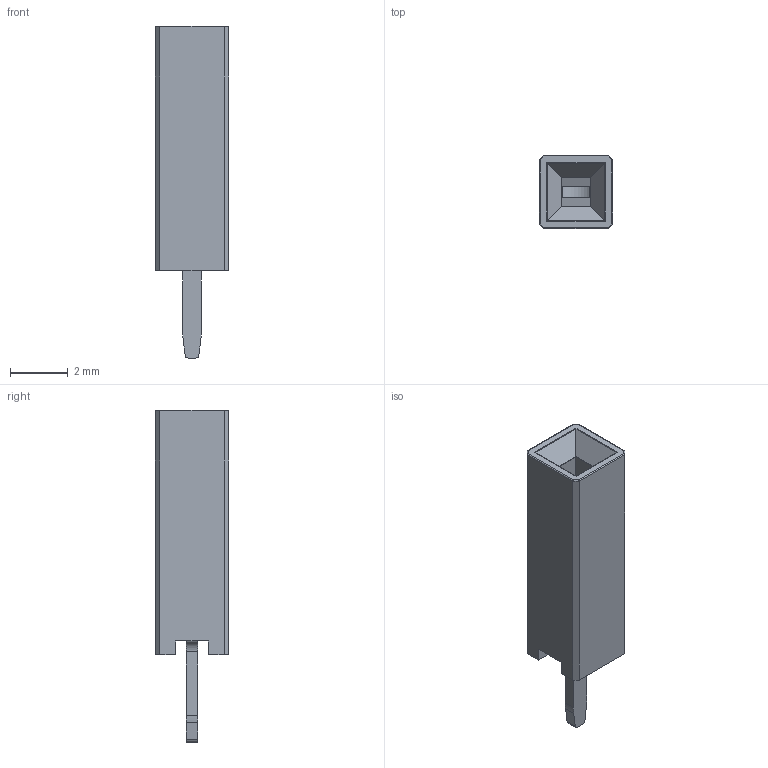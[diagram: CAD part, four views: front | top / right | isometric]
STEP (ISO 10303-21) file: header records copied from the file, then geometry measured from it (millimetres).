
FILE_DESCRIPTION(/* description */ ('Open CASCADE Model','CAx-IF Rec.Pracs.---Representation and Presentation of Product Manufacturing Information (PMI)---4.0---2014-10-13'),/* implementation_level */ '2;1');
FILE_NAME(/* name */ 'PM_2.54_1X1P_LH.step',/* time_stamp */ '2025-02-21T16:02:40+08:00',/* author */ (''),/* organization */ (''),/* preprocessor_version */ 'ST-DEVELOPER v20',/* originating_system */ 'Autodesk Translation Framework v13.20.0.188',/* authorisation */ '');
FILE_SCHEMA (('AP242_MANAGED_MODEL_BASED_3D_ENGINEERING_MIM_LF { 1 0 10303 442 1 1 4 }'));
Length unit declared in the file: millimetre
Products named in the file (4): PM_2.54_1X1P_LH; Open CASCADE STEP translator 7.5 1; Open CASCADE STEP translator 7.5 2; Open CASCADE STEP translator 7.5 3
Assembly tree (3 placements, depth 2):
  PM_2.54_1X1P_LH
    Open CASCADE STEP translator 7.5 1
    Open CASCADE STEP translator 7.5 2
    Open CASCADE STEP translator 7.5 3
Bounding box: 2.54 x 2.54 x 11.5 mm (x, y, z)
Volume: 46.2 mm3; surface area: 165.9 mm2
Topology: 2 solids, 2 shells, 264 faces, 690 edges, 452 vertices
Faces by surface type: plane 220, cylinder 31, bspline 13
Entity records: 8255 total; most frequent: CARTESIAN_POINT 1552, ORIENTED_EDGE 1380, DIRECTION 1246, EDGE_CURVE 690, LINE 618, VECTOR 618, VERTEX_POINT 452, AXIS2_PLACEMENT_3D 314
